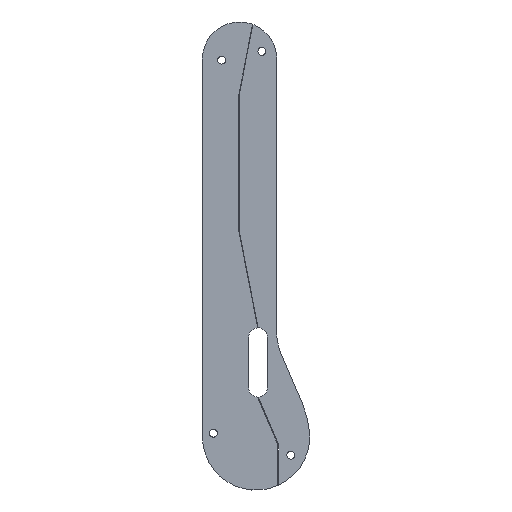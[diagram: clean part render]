
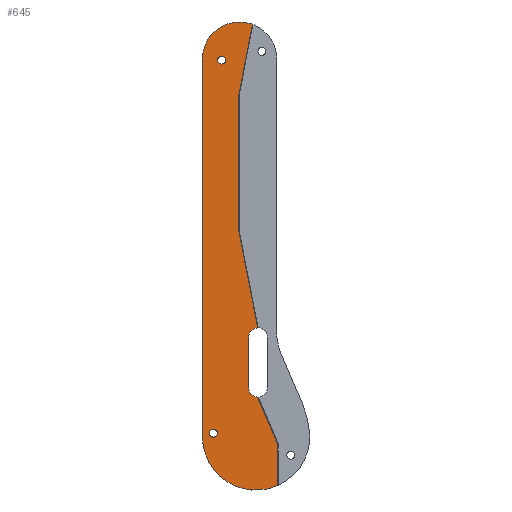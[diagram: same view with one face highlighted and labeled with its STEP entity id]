
A CAD part, left-side view. The second image highlights one B-rep face of the part: STEP entity #645.
In plain terms, the highlighted planar face has unit normal (-1, 0, 0).
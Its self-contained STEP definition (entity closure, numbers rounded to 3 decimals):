
#28=FACE_BOUND('',#148,.T.);
#29=FACE_BOUND('',#149,.T.);
#53=CIRCLE('',#702,1.1);
#55=CIRCLE('',#706,1.1);
#56=CIRCLE('',#713,10.3);
#57=CIRCLE('',#715,2.6);
#58=CIRCLE('',#717,2.6);
#59=CIRCLE('',#720,14.863);
#106=FACE_OUTER_BOUND('',#147,.T.);
#147=EDGE_LOOP('',(#580,#581,#582,#583,#584,#585,#586,#587,#588,#589,#590));
#148=EDGE_LOOP('',(#591));
#149=EDGE_LOOP('',(#592));
#192=LINE('',#1072,#251);
#194=LINE('',#1076,#253);
#196=LINE('',#1080,#255);
#199=LINE('',#1086,#258);
#201=LINE('',#1090,#260);
#206=LINE('',#1105,#265);
#208=LINE('',#1111,#267);
#251=VECTOR('',#861,10.);
#253=VECTOR('',#865,10.);
#255=VECTOR('',#869,10.);
#258=VECTOR('',#874,10.);
#260=VECTOR('',#878,10.);
#265=VECTOR('',#897,10.);
#267=VECTOR('',#905,10.);
#312=VERTEX_POINT('',#1057);
#314=VERTEX_POINT('',#1065);
#315=VERTEX_POINT('',#1069);
#316=VERTEX_POINT('',#1071);
#317=VERTEX_POINT('',#1075);
#318=VERTEX_POINT('',#1079);
#319=VERTEX_POINT('',#1083);
#320=VERTEX_POINT('',#1085);
#321=VERTEX_POINT('',#1089);
#322=VERTEX_POINT('',#1093);
#323=VERTEX_POINT('',#1097);
#324=VERTEX_POINT('',#1101);
#325=VERTEX_POINT('',#1107);
#387=EDGE_CURVE('',#312,#312,#53,.T.);
#391=EDGE_CURVE('',#314,#314,#55,.T.);
#394=EDGE_CURVE('',#316,#315,#192,.T.);
#396=EDGE_CURVE('',#317,#316,#194,.T.);
#398=EDGE_CURVE('',#318,#317,#196,.T.);
#401=EDGE_CURVE('',#320,#319,#199,.T.);
#403=EDGE_CURVE('',#321,#320,#201,.T.);
#406=EDGE_CURVE('',#315,#322,#56,.T.);
#408=EDGE_CURVE('',#319,#323,#57,.T.);
#409=EDGE_CURVE('',#324,#318,#58,.T.);
#411=EDGE_CURVE('',#323,#324,#206,.T.);
#412=EDGE_CURVE('',#325,#321,#59,.T.);
#414=EDGE_CURVE('',#322,#325,#208,.T.);
#580=ORIENTED_EDGE('',*,*,#394,.T.);
#581=ORIENTED_EDGE('',*,*,#406,.T.);
#582=ORIENTED_EDGE('',*,*,#414,.T.);
#583=ORIENTED_EDGE('',*,*,#412,.T.);
#584=ORIENTED_EDGE('',*,*,#403,.T.);
#585=ORIENTED_EDGE('',*,*,#401,.T.);
#586=ORIENTED_EDGE('',*,*,#408,.T.);
#587=ORIENTED_EDGE('',*,*,#411,.T.);
#588=ORIENTED_EDGE('',*,*,#409,.T.);
#589=ORIENTED_EDGE('',*,*,#398,.T.);
#590=ORIENTED_EDGE('',*,*,#396,.T.);
#591=ORIENTED_EDGE('',*,*,#391,.T.);
#592=ORIENTED_EDGE('',*,*,#387,.T.);
#610=PLANE('',#722);
#645=ADVANCED_FACE('',(#106,#28,#29),#610,.F.);
#702=AXIS2_PLACEMENT_3D('',#1058,#845,#846);
#706=AXIS2_PLACEMENT_3D('',#1066,#855,#856);
#713=AXIS2_PLACEMENT_3D('',#1095,#883,#884);
#715=AXIS2_PLACEMENT_3D('',#1099,#888,#889);
#717=AXIS2_PLACEMENT_3D('',#1102,#892,#893);
#720=AXIS2_PLACEMENT_3D('',#1108,#900,#901);
#722=AXIS2_PLACEMENT_3D('',#1112,#906,#907);
#845=DIRECTION('center_axis',(1.,0.,0.));
#846=DIRECTION('ref_axis',(0.,0.,-1.));
#855=DIRECTION('center_axis',(1.,0.,0.));
#856=DIRECTION('ref_axis',(0.,0.,-1.));
#861=DIRECTION('',(0.,-0.191,0.982));
#865=DIRECTION('',(0.,0.,1.));
#869=DIRECTION('',(0.,0.191,0.982));
#874=DIRECTION('',(0.,0.389,0.921));
#878=DIRECTION('',(0.,0.,1.));
#883=DIRECTION('center_axis',(-1.,0.,0.));
#884=DIRECTION('ref_axis',(0.,1.,0.));
#888=DIRECTION('center_axis',(1.,0.,0.));
#889=DIRECTION('ref_axis',(0.,0.,-1.));
#892=DIRECTION('center_axis',(1.,0.,0.));
#893=DIRECTION('ref_axis',(0.,1.,0.));
#897=DIRECTION('',(0.,0.,1.));
#900=DIRECTION('center_axis',(-1.,0.,0.));
#901=DIRECTION('ref_axis',(0.,-0.996,0.087));
#905=DIRECTION('',(0.,0.,-1.));
#906=DIRECTION('center_axis',(1.,0.,0.));
#907=DIRECTION('ref_axis',(0.,0.,-1.));
#1057=CARTESIAN_POINT('',(45.15,10.054,-69.23));
#1058=CARTESIAN_POINT('Origin',(45.15,10.054,-70.33));
#1065=CARTESIAN_POINT('',(45.15,7.801,34.104));
#1066=CARTESIAN_POINT('Origin',(45.15,7.801,33.004));
#1069=CARTESIAN_POINT('',(45.15,-0.777,42.909));
#1071=CARTESIAN_POINT('',(45.15,2.989,23.53));
#1072=CARTESIAN_POINT('',(45.15,5.296,11.666));
#1075=CARTESIAN_POINT('',(45.15,2.989,-14.445));
#1076=CARTESIAN_POINT('',(45.15,2.989,1.125));
#1079=CARTESIAN_POINT('',(45.15,-2.202,-41.152));
#1080=CARTESIAN_POINT('',(45.15,2.342,-17.775));
#1083=CARTESIAN_POINT('',(45.15,-2.194,-60.348));
#1085=CARTESIAN_POINT('',(45.15,-7.802,-73.637));
#1086=CARTESIAN_POINT('',(45.15,5.165,-42.909));
#1089=CARTESIAN_POINT('',(45.15,-7.802,-84.83));
#1090=CARTESIAN_POINT('',(45.15,-7.802,-47.459));
#1093=CARTESIAN_POINT('',(45.15,13.1,33.25));
#1095=CARTESIAN_POINT('Origin',(45.15,2.8,33.25));
#1097=CARTESIAN_POINT('',(45.15,0.297,-57.75));
#1099=CARTESIAN_POINT('Origin',(45.15,-2.303,-57.75));
#1101=CARTESIAN_POINT('',(45.15,0.297,-43.75));
#1102=CARTESIAN_POINT('Origin',(45.15,-2.303,-43.75));
#1105=CARTESIAN_POINT('',(45.15,0.297,-39.516));
#1107=CARTESIAN_POINT('',(45.15,13.1,-71.25));
#1108=CARTESIAN_POINT('Origin',(45.15,-1.763,-71.25));
#1111=CARTESIAN_POINT('',(45.15,13.1,5.984));
#1112=CARTESIAN_POINT('Origin',(45.15,2.599,-21.281));
